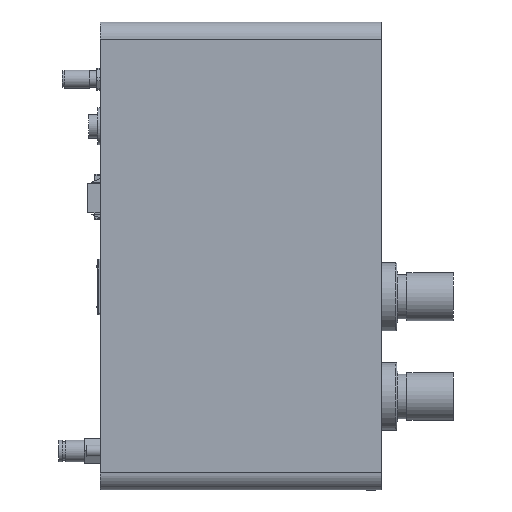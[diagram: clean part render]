
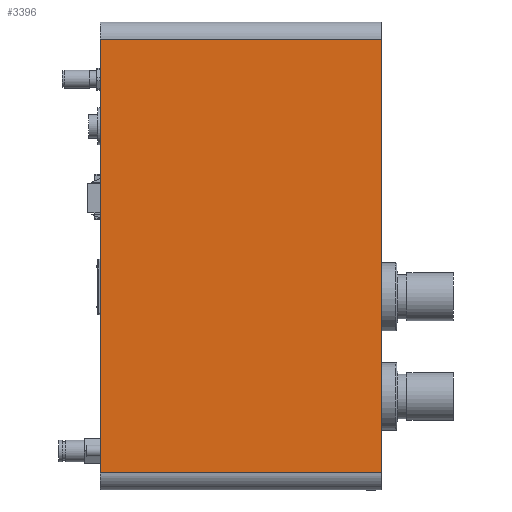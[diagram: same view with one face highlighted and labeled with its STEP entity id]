
A CAD part, top view. The second image highlights one B-rep face of the part: STEP entity #3396.
In plain terms, the highlighted planar face has unit normal (0, 0, 1).
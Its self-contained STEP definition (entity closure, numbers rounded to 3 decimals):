
#452=FACE_OUTER_BOUND('',#676,.T.);
#676=EDGE_LOOP('',(#2806,#2807,#2808,#2809));
#964=LINE('',#5577,#1261);
#968=LINE('',#5593,#1265);
#989=LINE('',#5638,#1286);
#990=LINE('',#5640,#1287);
#1261=VECTOR('',#4604,1000.);
#1265=VECTOR('',#4618,1000.);
#1286=VECTOR('',#4661,1000.);
#1287=VECTOR('',#4664,1000.);
#1549=VERTEX_POINT('',#5574);
#1550=VERTEX_POINT('',#5576);
#1556=VERTEX_POINT('',#5590);
#1557=VERTEX_POINT('',#5592);
#1966=EDGE_CURVE('',#1549,#1550,#964,.F.);
#1974=EDGE_CURVE('',#1557,#1556,#968,.F.);
#1999=EDGE_CURVE('',#1556,#1550,#989,.F.);
#2000=EDGE_CURVE('',#1557,#1549,#990,.T.);
#2806=ORIENTED_EDGE('',*,*,#1966,.F.);
#2807=ORIENTED_EDGE('',*,*,#2000,.F.);
#2808=ORIENTED_EDGE('',*,*,#1974,.T.);
#2809=ORIENTED_EDGE('',*,*,#1999,.T.);
#3017=PLANE('',#3737);
#3396=ADVANCED_FACE('',(#452),#3017,.T.);
#3737=AXIS2_PLACEMENT_3D('',#5639,#4662,#4663);
#4604=DIRECTION('',(0.,1.,0.));
#4618=DIRECTION('',(0.,1.,0.));
#4661=DIRECTION('',(-1.,0.,0.));
#4662=DIRECTION('center_axis',(0.,0.,
1.));
#4663=DIRECTION('ref_axis',(0.,1.,0.));
#4664=DIRECTION('',(1.,0.,0.));
#5574=CARTESIAN_POINT('',(77.5,119.5,66.5));
#5576=CARTESIAN_POINT('',(77.5,-119.5,66.5));
#5577=CARTESIAN_POINT('',(77.5,119.5,66.5));
#5590=CARTESIAN_POINT('',(-77.5,-119.5,66.5));
#5592=CARTESIAN_POINT('',(-77.5,119.5,66.5));
#5593=CARTESIAN_POINT('',(-77.5,119.5,66.5));
#5638=CARTESIAN_POINT('',(-77.5,-119.5,66.5));
#5639=CARTESIAN_POINT('Origin',(-77.5,119.5,66.5));
#5640=CARTESIAN_POINT('',(-77.5,119.5,66.5));
